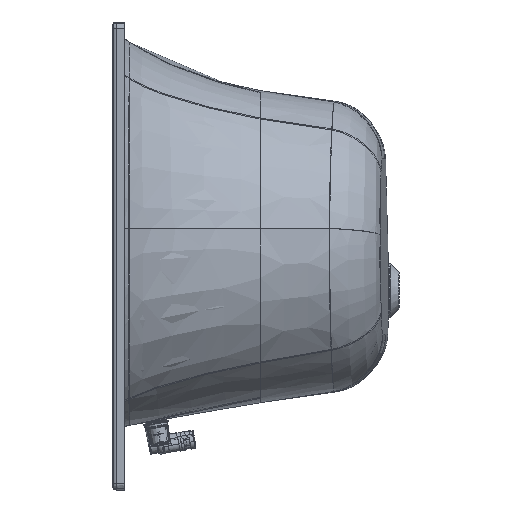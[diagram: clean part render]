
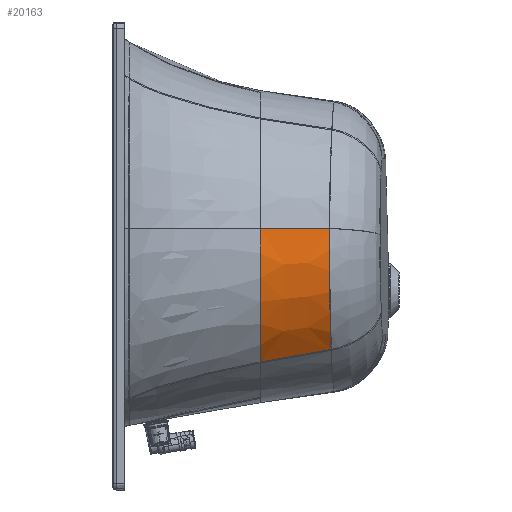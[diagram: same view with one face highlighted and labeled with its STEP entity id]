
A CAD part, left-side view. The second image highlights one B-rep face of the part: STEP entity #20163.
In plain terms, the highlighted free-form (B-spline) face has degree [3, 3] with [7, 4] control points.
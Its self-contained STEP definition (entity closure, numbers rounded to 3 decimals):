
#4524=CARTESIAN_POINT('',(-541.108,-350.79,
-151.047));
#4531=CARTESIAN_POINT('',(-568.669,-236.986,
-171.305));
#4532=CARTESIAN_POINT('',(-558.471,-275.294,
-163.8));
#4533=CARTESIAN_POINT('',(-549.188,-312.692,
-156.976));
#4534=CARTESIAN_POINT('',(-541.108,-350.79,
-151.047));
#4937=CARTESIAN_POINT('',(-541.108,-350.79,
-151.047));
#4938=CARTESIAN_POINT('',(-544.55,-350.671,
-147.638));
#4939=CARTESIAN_POINT('',(-551.21,-350.439,
-140.67));
#4940=CARTESIAN_POINT('',(-563.646,-349.998,
-126.14));
#4941=CARTESIAN_POINT('',(-574.65,-349.597,
-110.885));
#4942=CARTESIAN_POINT('',(-584.22,-349.242,
-94.997));
#4943=CARTESIAN_POINT('',(-590.645,-349.001,
-82.845));
#4944=CARTESIAN_POINT('',(-596.316,-348.786,
-70.497));
#4945=CARTESIAN_POINT('',(-602.878,-348.535,
-53.805));
#4946=CARTESIAN_POINT('',(-609.199,-348.29,
-32.612));
#4947=CARTESIAN_POINT('',(-613.79,-348.112,
-6.925));
#4948=CARTESIAN_POINT('',(-615.418,-348.051,
18.776));
#4949=CARTESIAN_POINT('',(-614.556,-348.088,
35.769));
#4950=CARTESIAN_POINT('',(-613.644,-348.125,
44.202));
#4952=CARTESIAN_POINT('',(-650.268,-237.011,
44.222));
#4953=CARTESIAN_POINT('',(-637.702,-273.929,
44.192));
#4954=CARTESIAN_POINT('',(-625.492,-310.969,
44.19));
#4955=CARTESIAN_POINT('',(-613.644,-348.125,
44.202));
#4957=CARTESIAN_POINT('',(-650.268,-237.011,
44.222));
#4968=CARTESIAN_POINT('',(-650.268,-237.011,
44.222));
#4969=CARTESIAN_POINT('',(-651.432,-237.021,
34.31));
#4970=CARTESIAN_POINT('',(-652.57,-237.039,
14.348));
#4971=CARTESIAN_POINT('',(-650.688,-237.06,
-15.584));
#4972=CARTESIAN_POINT('',(-645.245,-237.073,
-45.076));
#4973=CARTESIAN_POINT('',(-636.321,-237.077,
-73.707));
#4974=CARTESIAN_POINT('',(-624.044,-237.072,
-101.068));
#4975=CARTESIAN_POINT('',(-608.59,-237.056,
-126.77));
#4976=CARTESIAN_POINT('',(-590.177,-237.029,
-150.443));
#4977=CARTESIAN_POINT('',(-576.104,-237.001,
-164.648));
#4978=CARTESIAN_POINT('',(-568.669,-236.986,
-171.305));
#5442=CARTESIAN_POINT('',(-568.669,-236.986,
-171.305));
#7594=VERTEX_POINT('',#5442);
#7596=VERTEX_POINT('',#4957);
#7618=VERTEX_POINT('',#4524);
#7619=VERTEX_POINT('',#4950);
#20127=CARTESIAN_POINT('',(-567.188,-235.852,
-173.104));
#20128=CARTESIAN_POINT('',(-556.865,-274.957,
-165.427));
#20129=CARTESIAN_POINT('',(-547.484,-313.076,
-158.445));
#20130=CARTESIAN_POINT('',(-539.343,-351.938,
-152.383));
#20131=CARTESIAN_POINT('',(-582.805,-235.89,
-159.407));
#20132=CARTESIAN_POINT('',(-571.645,-274.842,
-151.805));
#20133=CARTESIAN_POINT('',(-561.482,-312.986,
-144.994));
#20134=CARTESIAN_POINT('',(-552.687,-351.898,
-139.221));
#20135=CARTESIAN_POINT('',(-610.072,-235.944,
-128.696));
#20136=CARTESIAN_POINT('',(-597.406,-274.654,
-121.783));
#20137=CARTESIAN_POINT('',(-586.014,-312.911,
-115.663));
#20138=CARTESIAN_POINT('',(-576.083,-351.923,
-110.602));
#20139=CARTESIAN_POINT('',(-638.409,-235.967,
-74.484));
#20140=CARTESIAN_POINT('',(-624.418,-274.559,
-69.659));
#20141=CARTESIAN_POINT('',(-611.956,-313.09,
-65.303));
#20142=CARTESIAN_POINT('',(-600.728,-352.216,
-61.677));
#20143=CARTESIAN_POINT('',(-653.08,-235.945,
-15.089));
#20144=CARTESIAN_POINT('',(-638.871,-274.639,
-12.806));
#20145=CARTESIAN_POINT('',(-625.948,-313.473,
-10.635));
#20146=CARTESIAN_POINT('',(-613.829,-352.664,
-8.743));
#20147=CARTESIAN_POINT('',(-652.99,-235.906,
25.99));
#20148=CARTESIAN_POINT('',(-639.351,-274.768,
26.626));
#20149=CARTESIAN_POINT('',(-626.435,-313.781,
27.269));
#20150=CARTESIAN_POINT('',(-614.024,-352.985,
27.869));
#20151=CARTESIAN_POINT('',(-650.359,-235.883,
46.605));
#20152=CARTESIAN_POINT('',(-637.143,-274.836,
46.486));
#20153=CARTESIAN_POINT('',(-624.283,-313.922,
46.4));
#20154=CARTESIAN_POINT('',(-611.81,-353.128,
46.338));
#20155=B_SPLINE_SURFACE_WITH_KNOTS('',3,3,((#20127,#20128,#20129,#20130),
(#20131,#20132,#20133,#20134),(#20135,#20136,#20137,#20138),(#20139,#20140,
#20141,#20142),(#20143,#20144,#20145,#20146),(#20147,#20148,#20149,#20150),(
#20151,#20152,#20153,#20154)),.UNSPECIFIED.,.F.,.F.,.F.,(4,1,1,1,4),(4,4),(
-0.01,0.25,0.5,0.75,1.01),(-0.006,
0.572),.UNSPECIFIED.);
#20156=ORIENTED_EDGE('',*,*,#18650,.F.);
#20157=ORIENTED_EDGE('',*,*,#18849,.F.);
#20159=ORIENTED_EDGE('',*,*,#20158,.F.);
#20160=ORIENTED_EDGE('',*,*,#20119,.T.);
#20161=EDGE_LOOP('',(#20156,#20157,#20159,#20160));
#20162=FACE_OUTER_BOUND('',#20161,.F.);
#20163=ADVANCED_FACE('',(#20162),#20155,.F.);
#4535=B_SPLINE_CURVE_WITH_KNOTS('',3,(#4531,#4532,#4533,#4534),.UNSPECIFIED.,
.F.,.F.,(4,4),(0.,1.),.UNSPECIFIED.);
#4951=B_SPLINE_CURVE_WITH_KNOTS('',3,(#4937,#4938,#4939,#4940,#4941,#4942,#4943,
#4944,#4945,#4946,#4947,#4948,#4949,#4950),.UNSPECIFIED.,.F.,.F.,(4,1,1,1,1,1,1,
1,1,1,1,4),(0.,0.063,0.125,0.25,0.313,0.375,0.438,0.5,0.625,
0.75,0.875,1.),.UNSPECIFIED.);
#4956=B_SPLINE_CURVE_WITH_KNOTS('',3,(#4952,#4953,#4954,#4955),.UNSPECIFIED.,
.F.,.F.,(4,4),(0.,1.),.UNSPECIFIED.);
#4979=B_SPLINE_CURVE_WITH_KNOTS('',3,(#4968,#4969,#4970,#4971,#4972,#4973,#4974,
#4975,#4976,#4977,#4978),.UNSPECIFIED.,.F.,.F.,(4,1,1,1,1,1,1,1,4),(0.,
0.125,0.25,0.375,0.5,0.625,0.75,0.875,1.),.UNSPECIFIED.);
#18650=EDGE_CURVE('',#7618,#7619,#4951,.T.);
#18849=EDGE_CURVE('',#7594,#7618,#4535,.T.);
#20119=EDGE_CURVE('',#7596,#7619,#4956,.T.);
#20158=EDGE_CURVE('',#7596,#7594,#4979,.T.);
